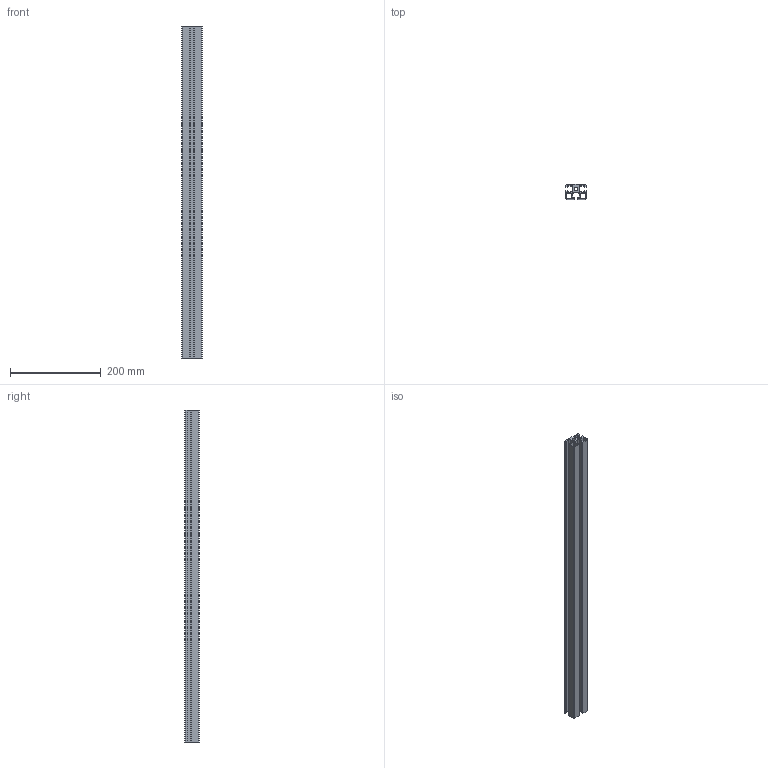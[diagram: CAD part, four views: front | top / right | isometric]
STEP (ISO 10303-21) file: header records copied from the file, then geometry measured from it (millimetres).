
FILE_DESCRIPTION(/* description */ ('PROFILO X PROTEZIONI '),/* implementation_level */ '2;1');
FILE_NAME(/* name */ 'DAAPR0206801.stp',/* time_stamp */ '2022-07-06T15:19:55+02:00',/* author */ ('tecnico7'),/* organization */ (''),/* preprocessor_version */ 'ST-DEVELOPER v18.1',/* originating_system */ 'Autodesk Inventor 2022',/* authorisation */ '');
FILE_SCHEMA (('AUTOMOTIVE_DESIGN { 1 0 10303 214 3 1 1 }'));
Length unit declared in the file: millimetre
Products named in the file (1): DAAPR0206801
Bounding box: 45 x 32 x 732 mm (x, y, z)
Volume: 426035.7 mm3; surface area: 275541.5 mm2
Topology: 1 solids, 1 shells, 69 faces, 201 edges, 134 vertices
Faces by surface type: plane 40, cylinder 29
Full cylindrical faces by diameter (mm): 7.2 x1
Entity records: 2348 total; most frequent: CARTESIAN_POINT 405, ORIENTED_EDGE 402, DIRECTION 399, EDGE_CURVE 201, LINE 143, VECTOR 143, VERTEX_POINT 134, AXIS2_PLACEMENT_3D 128
